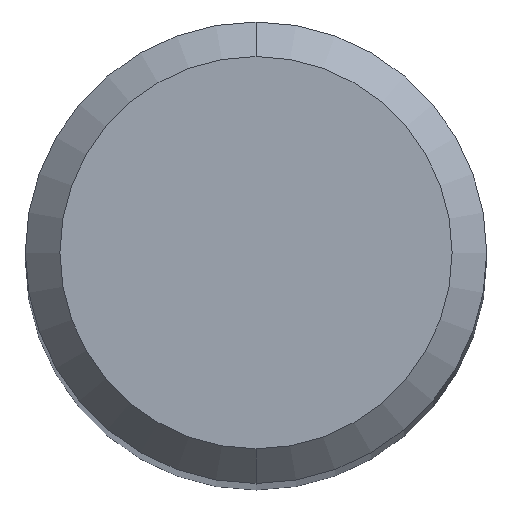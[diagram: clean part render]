
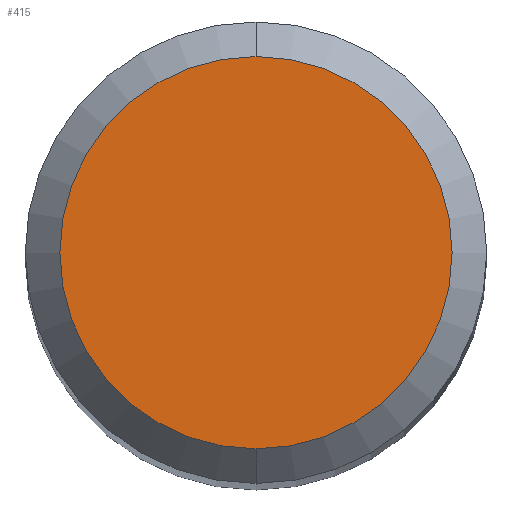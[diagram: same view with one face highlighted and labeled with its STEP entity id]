
A CAD part, top view. The second image highlights one B-rep face of the part: STEP entity #415.
In plain terms, the highlighted planar face has unit normal (0, 0, 1).
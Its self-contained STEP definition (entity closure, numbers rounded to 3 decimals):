
#415=ADVANCED_FACE('',(#1084),#1085,.T.);
#489=VERTEX_POINT('',#1167);
#687=EDGE_CURVE('',#719,#489,#1383,.T.);
#711=EDGE_CURVE('',#489,#719,#1409,.T.);
#719=VERTEX_POINT('',#1418);
#1084=FACE_OUTER_BOUND('',#1895,.T.);
#1085=PLANE('',#1896);
#1167=CARTESIAN_POINT('',(0.,-1.7,0.0));
#1383=CIRCLE('',#2989,1.7);
#1409=CIRCLE('',#3094,1.7);
#1418=CARTESIAN_POINT('',(0.0,1.7,0.0));
#1895=EDGE_LOOP('',(#4488,#4489));
#1896=AXIS2_PLACEMENT_3D('',#4490,#4491,#4492);
#2989=AXIS2_PLACEMENT_3D('',#4832,#4833,#4834);
#3094=AXIS2_PLACEMENT_3D('',#4865,#4866,#4867);
#4488=ORIENTED_EDGE('',*,*,#687,.F.);
#4489=ORIENTED_EDGE('',*,*,#711,.F.);
#4490=CARTESIAN_POINT('',(0.0,0.85,0.0));
#4491=DIRECTION('',(-0.0,0.0,1.0));
#4492=DIRECTION('',(0.0,-1.0,0.0));
#4832=CARTESIAN_POINT('',(0.0,0.0,0.0));
#4833=DIRECTION('',(0.0,0.0,-1.0));
#4834=DIRECTION('',(0.0,1.0,0.0));
#4865=CARTESIAN_POINT('',(0.0,0.0,0.0));
#4866=DIRECTION('',(0.0,0.0,-1.0));
#4867=DIRECTION('',(0.0,1.0,0.0));
